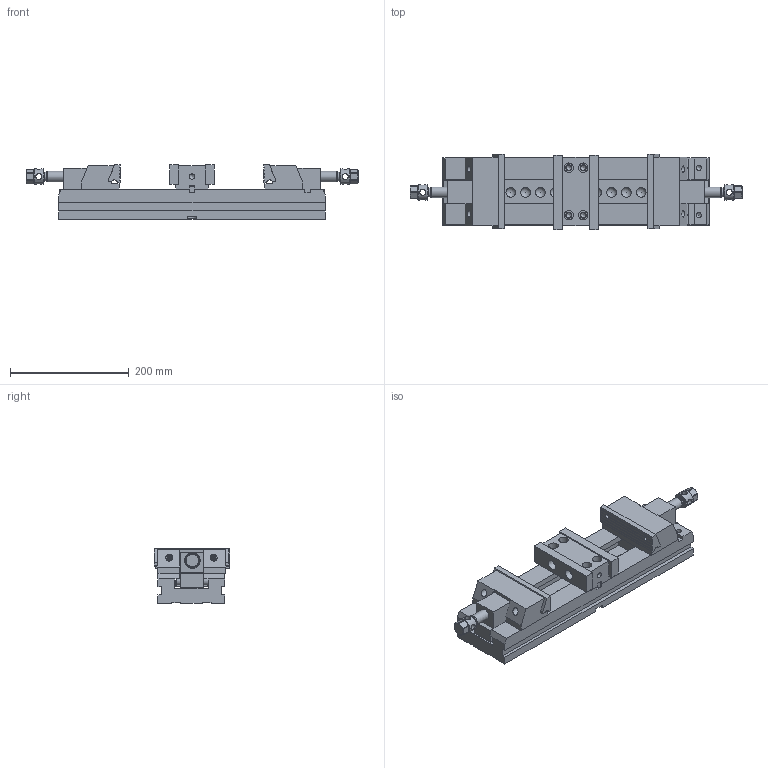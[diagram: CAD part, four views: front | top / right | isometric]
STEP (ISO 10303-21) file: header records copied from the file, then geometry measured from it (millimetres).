
FILE_DESCRIPTION(/* description */ (''),/* implementation_level */ '2;1');
FILE_NAME(/* name */ 'DF_125_450_Mordaza_Doble.stp',/* time_stamp */ '2014-04-16T07:05:26+02:00',/* author */ (''),/* organization */ (''),/* preprocessor_version */ 'ST-DEVELOPER v15',/* originating_system */ 'SIEMENS PLM Software NX 9.0',/* authorisation */ '');
FILE_SCHEMA (('CONFIG_CONTROL_DESIGN'));
Length unit declared in the file: millimetre
Products named in the file (1): DF125_450_Mordaza_Doble
Bounding box: 560 x 126.82 x 92 mm (x, y, z)
Volume: 2993390.3 mm3; surface area: 458583.3 mm2
Topology: 19 solids, 19 shells, 614 faces, 1653 edges, 1085 vertices
Faces by surface type: plane 358, cylinder 170, cone 48, sphere 20, torus 16, bspline 2
Full cylindrical faces by diameter (mm): 4.351 x4, 5.188 x4, 6.5 x2, 6.9 x2, 6.985 x4, 7.5 x4, 8 x4, 8.782 x14, 8.985 x2, 10 x8, 10.5 x10, 11 x4, 11.5 x4, 14 x4, 14.5 x2, 15 x2, 16 x4, 16.188 x2, 17 x8, 17.732 x2, 18 x2, 26 x2
Entity records: 18262 total; most frequent: CARTESIAN_POINT 3903, DIRECTION 2922, ORIENTED_EDGE 2712, EDGE_CURVE 1356, AXIS2_PLACEMENT_3D 1031, VERTEX_POINT 984, EDGE_LOOP 868, LINE 860
